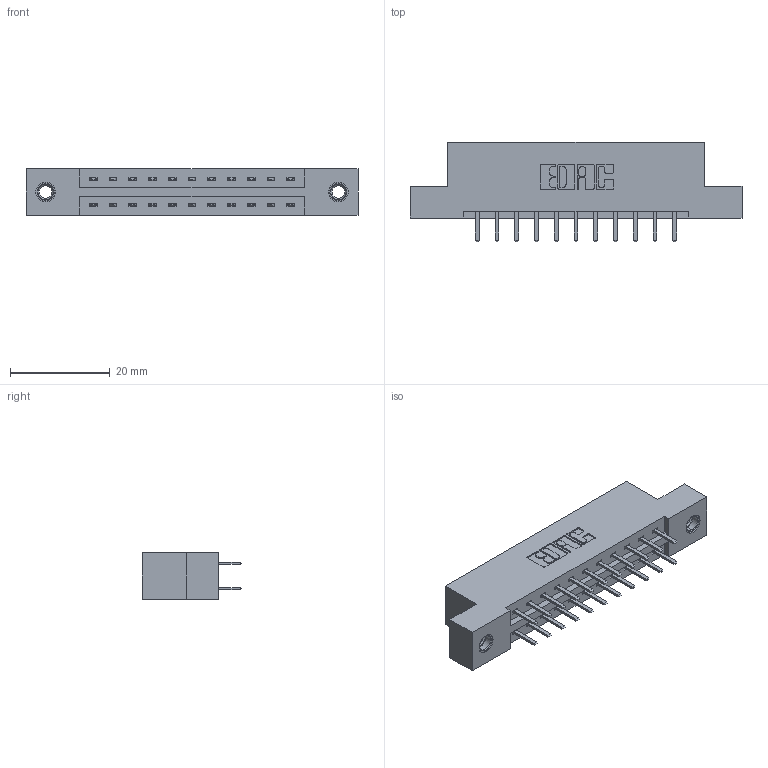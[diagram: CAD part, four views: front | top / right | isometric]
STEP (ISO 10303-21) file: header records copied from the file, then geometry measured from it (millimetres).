
FILE_DESCRIPTION (( 'STEP AP203' ), '1' );
FILE_NAME ('387-022-520-207.STEP', '2018-09-14T02:58:37', ( '' ), ( '' ), 'SwSTEP 2.0', 'SolidWorks 2016', '' );
FILE_SCHEMA (( 'CONFIG_CONTROL_DESIGN' ));
Length unit declared in the file: inch
Products named in the file (4): 337 Part_Flush Mounting Lugs - 0.156 Dia-TI; 345-292-001_345-293-120; 345-250-001_345-250-005-103; 387-022-520-207
Assembly tree (25 placements, depth 2):
  387-022-520-207
    337 Part_Flush Mounting Lugs - 0.156 Dia-TI
    345-292-001_345-293-120  x22
    345-250-001_345-250-005-103  x2
Bounding box: 66.6 x 20.02 x 9.4 mm (x, y, z)
Volume: 6582.9 mm3; surface area: 7149.2 mm2
Topology: 25 solids, 25 shells, 1450 faces, 4165 edges, 2710 vertices
Faces by surface type: plane 982, cylinder 452, cone 12, torus 4
Entity records: 13838 total; most frequent: CARTESIAN_POINT 2349, ORIENTED_EDGE 2266, DIRECTION 2075, EDGE_CURVE 1133, VECTOR 981, LINE 981, VERTEX_POINT 748, AXIS2_PLACEMENT_3D 547
